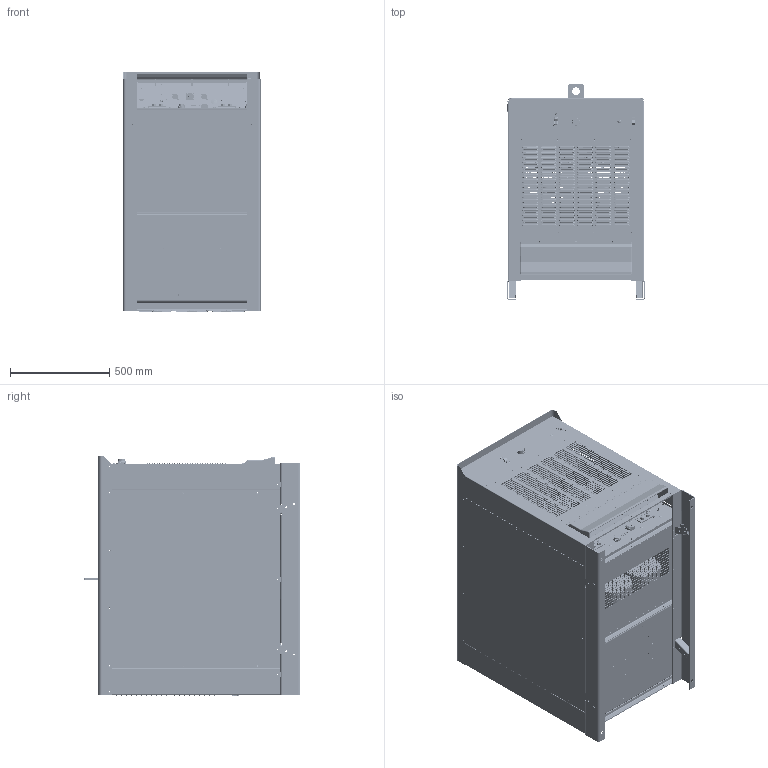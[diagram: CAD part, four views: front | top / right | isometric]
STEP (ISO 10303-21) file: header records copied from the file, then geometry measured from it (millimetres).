
FILE_DESCRIPTION (( 'STEP AP214' ), '1' );
FILE_NAME ('SubArc ACDC Power Sources 1000 (E2I) - 907620.STEP', '2015-12-16T14:07:09', ( 'ITS' ), ( 'ITW Welding Group' ), 'SwSTEP 2.0', 'SolidWorks 2015', '' );
FILE_SCHEMA (( 'AUTOMOTIVE_DESIGN' ));
Length unit declared in the file: inch
Products named in the file (1): SubArc ACDC Power Sources 1000 (E2I) - 907620
Bounding box: 692.15 x 1092.68 x 1208.21 mm (x, y, z)
Surface area: 14491859.3 mm2 (no closed solid volume)
Topology: 0 solids, 308 shells, 5617 faces, 23480 edges, 17208 vertices
Faces by surface type: plane 2649, bspline 2001, cylinder 651, cone 157, torus 137, sphere 22
Entity records: 476164 total; most frequent: CARTESIAN_POINT 236724, ORIENTED_EDGE 33270, DIRECTION 25703, EDGE_CURVE 23478, VERTEX_POINT 17208, VECTOR 10081, LINE 10081, B_SPLINE_CURVE_WITH_KNOTS 9122
